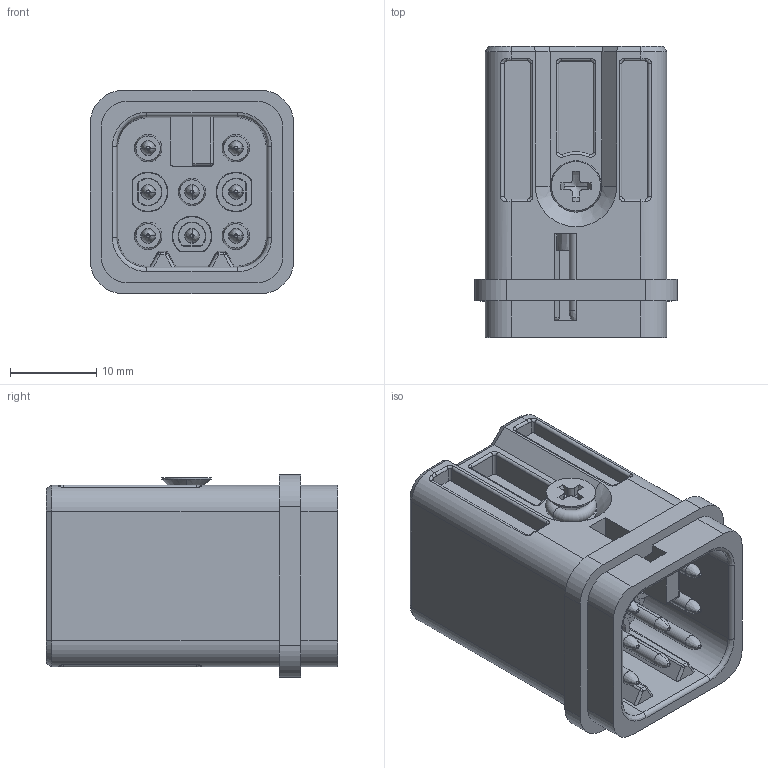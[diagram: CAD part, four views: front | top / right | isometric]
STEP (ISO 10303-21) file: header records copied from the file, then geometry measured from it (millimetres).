
FILE_DESCRIPTION((''),'2;1');
FILE_NAME('1250080010001_HD-008-MQ','2022-05-11T',('cc.ye'),(''),'PRO/ENGINEER BY PARAMETRIC TECHNOLOGY CORPORATION, 2010280','PRO/ENGINEER BY PARAMETRIC TECHNOLOGY CORPORATION, 2010280','');
FILE_SCHEMA(('AUTOMOTIVE_DESIGN { 1 0 10303 214 1 1 1 1 }'));
Length unit declared in the file: millimetre
Products named in the file (1): 1250080010001_HD-008-MQ
Bounding box: 23.5 x 33.7 x 23.5 mm (x, y, z)
Volume: 10366.8 mm3; surface area: 6530.8 mm2
Topology: 1 solids, 5 shells, 971 faces, 2640 edges, 1701 vertices
Faces by surface type: plane 418, cylinder 296, bspline 104, cone 77, torus 39, sphere 21, extrusion 16
Entity records: 38642 total; most frequent: CARTESIAN_POINT 12070, ORIENTED_EDGE 5244, DIRECTION 4551, EDGE_CURVE 2622, VERTEX_POINT 1701, AXIS2_PLACEMENT_3D 1584, VECTOR 1383, LINE 1367
